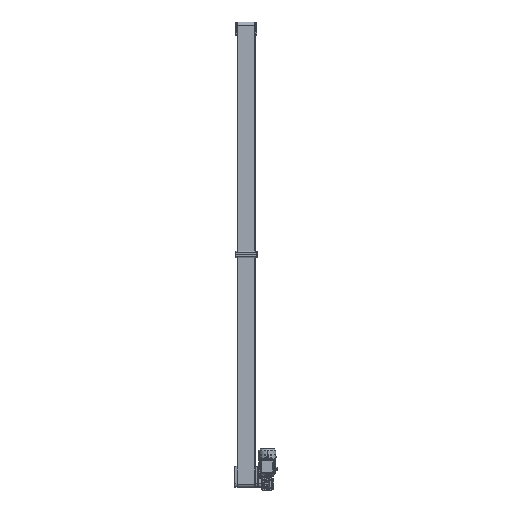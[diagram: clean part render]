
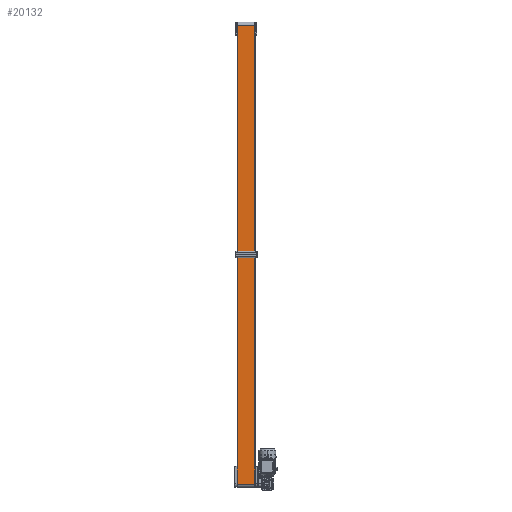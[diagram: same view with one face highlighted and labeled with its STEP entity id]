
A CAD part, front view. The second image highlights one B-rep face of the part: STEP entity #20132.
In plain terms, the highlighted planar face has unit normal (0, -1, 0).
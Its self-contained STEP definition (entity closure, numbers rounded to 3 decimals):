
#18443 = CARTESIAN_POINT ( 'NONE',  ( 2.5, -22.282, -114.891 ) ) ;
#19863 = CARTESIAN_POINT ( 'NONE',  ( 117.5, -22.282, 2886.891 ) ) ;
#20132 = ADVANCED_FACE ( 'NONE', ( #57026 ), #42564, .F. ) ;
#30832 = DIRECTION ( 'NONE',  ( -1., 0., 0. ) ) ;
#42564 = PLANE ( 'NONE',  #142654 ) ;
#43533 = DIRECTION ( 'NONE',  ( 0., 1., 0. ) ) ;
#44721 = LINE ( 'NONE', #18443, #45960 ) ;
#45525 = ORIENTED_EDGE ( 'NONE', *, *, #106748, .T. ) ;
#45960 = VECTOR ( 'NONE', #164431, 1000. ) ;
#55494 = ORIENTED_EDGE ( 'NONE', *, *, #82280, .T. ) ;
#57026 = FACE_OUTER_BOUND ( 'NONE', #191060, .T. ) ;
#61061 = EDGE_CURVE ( 'NONE', #65069, #115614, #109088, .T. ) ;
#65069 = VERTEX_POINT ( 'NONE', #19863 ) ;
#65670 = EDGE_CURVE ( 'NONE', #115614, #125723, #164205, .T. ) ;
#82280 = EDGE_CURVE ( 'NONE', #83865, #125723, #44721, .T. ) ;
#83865 = VERTEX_POINT ( 'NONE', #191985 ) ;
#92522 = DIRECTION ( 'NONE',  ( 0., 0., -1. ) ) ;
#101895 = DIRECTION ( 'NONE',  ( 0., 0., 1. ) ) ;
#106748 = EDGE_CURVE ( 'NONE', #65069, #83865, #118643, .T. ) ;
#106854 = CARTESIAN_POINT ( 'NONE',  ( 117.5, -22.282, 2886.891 ) ) ;
#109088 = LINE ( 'NONE', #168466, #185145 ) ;
#111347 = ORIENTED_EDGE ( 'NONE', *, *, #65670, .F. ) ;
#115614 = VERTEX_POINT ( 'NONE', #156347 ) ;
#118643 = LINE ( 'NONE', #106854, #179860 ) ;
#125723 = VERTEX_POINT ( 'NONE', #190063 ) ;
#127424 = ORIENTED_EDGE ( 'NONE', *, *, #61061, .F. ) ;
#132118 = CARTESIAN_POINT ( 'NONE',  ( 117.5, -22.282, -114.891 ) ) ;
#132156 = CARTESIAN_POINT ( 'NONE',  ( 117.5, -22.282, -114.891 ) ) ;
#142654 = AXIS2_PLACEMENT_3D ( 'NONE', #132118, #43533, #101895 ) ;
#153231 = VECTOR ( 'NONE', #30832, 1000. ) ;
#156347 = CARTESIAN_POINT ( 'NONE',  ( 117.5, -22.282, -114.891 ) ) ;
#164205 = LINE ( 'NONE', #132156, #153231 ) ;
#164431 = DIRECTION ( 'NONE',  ( 0., 0., -1. ) ) ;
#166256 = DIRECTION ( 'NONE',  ( -1., 0., 0. ) ) ;
#168466 = CARTESIAN_POINT ( 'NONE',  ( 117.5, -22.282, -114.891 ) ) ;
#179860 = VECTOR ( 'NONE', #166256, 1000. ) ;
#185145 = VECTOR ( 'NONE', #92522, 1000. ) ;
#190063 = CARTESIAN_POINT ( 'NONE',  ( 2.5, -22.282, -114.891 ) ) ;
#191060 = EDGE_LOOP ( 'NONE', ( #55494, #111347, #127424, #45525 ) ) ;
#191985 = CARTESIAN_POINT ( 'NONE',  ( 2.5, -22.282, 2886.891 ) ) ;
